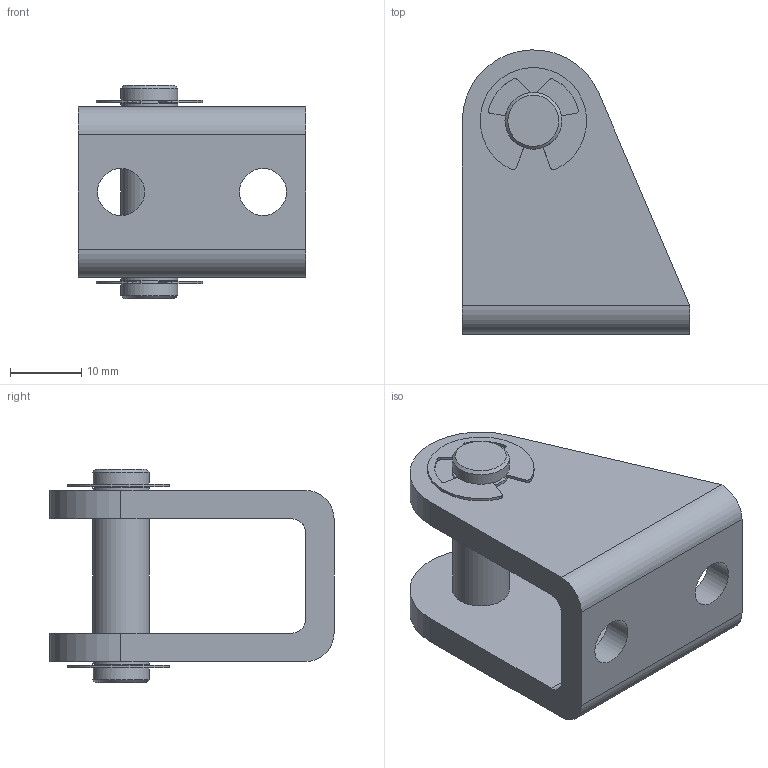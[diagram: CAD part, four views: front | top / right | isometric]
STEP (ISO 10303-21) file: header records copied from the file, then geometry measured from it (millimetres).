
FILE_DESCRIPTION( ( 'STEP AP214' ), '1' );
FILE_NAME( 'Hinge (MP3) COM2025S(00S).stp', '2020-08-31T07:34:59', ( 'License CC BY-ND 4.0' ), ( 'CADENAS' ), ' ', 'PARTsolutions', ' ' );
FILE_SCHEMA( ( 'AUTOMOTIVE_DESIGN { 1 0 10303 214 1 1 1 1 }' ) );
Length unit declared in the file: millimetre
Products named in the file (1): _Hinge (MP3) COM2025S(00S)
Bounding box: 32 x 40 x 30 mm (x, y, z)
Volume: 10571.3 mm3; surface area: 6546.5 mm2
Topology: 1 solids, 1 shells, 81 faces, 228 edges, 147 vertices
Faces by surface type: cylinder 47, plane 32, cone 2
Full cylindrical faces by diameter (mm): 6.6 x2, 6.933 x2, 8 x5
Entity records: 3240 total; most frequent: DIRECTION 482, CARTESIAN_POINT 436, ORIENTED_EDGE 424, EDGE_CURVE 212, AXIS2_PLACEMENT_3D 188, VERTEX_POINT 142, LINE 106, VECTOR 106
